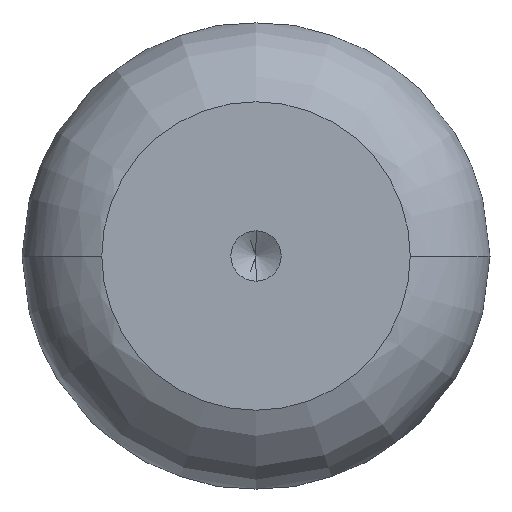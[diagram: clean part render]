
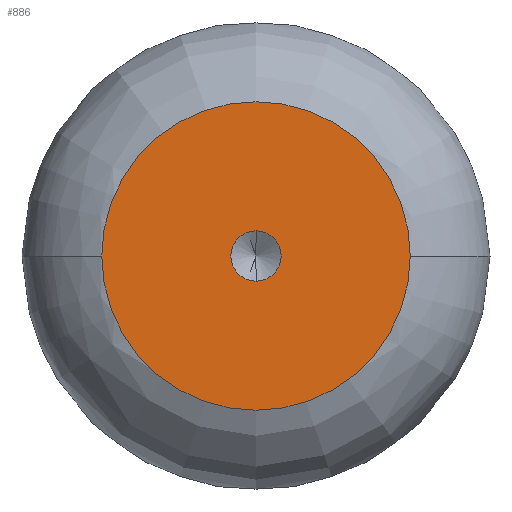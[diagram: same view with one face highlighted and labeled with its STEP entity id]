
A CAD part, front view. The second image highlights one B-rep face of the part: STEP entity #886.
In plain terms, the highlighted planar face has unit normal (0, -1, 0).
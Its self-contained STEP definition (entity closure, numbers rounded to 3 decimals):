
#8 = CIRCLE ( 'NONE', #874, 10.114 ) ;
#58 = DIRECTION ( 'NONE',  ( 0., 0., -1. ) ) ;
#138 = EDGE_CURVE ( 'NONE', #160, #392, #167, .T. ) ;
#160 = VERTEX_POINT ( 'NONE', #242 ) ;
#162 = CIRCLE ( 'NONE', #990, 1.65 ) ;
#166 = CARTESIAN_POINT ( 'NONE',  ( 0., 0., 0. ) ) ;
#167 = CIRCLE ( 'NONE', #1135, 10.114 ) ;
#217 = DIRECTION ( 'NONE',  ( 0., 1., 0. ) ) ;
#238 = DIRECTION ( 'NONE',  ( -1., 0., 0. ) ) ;
#242 = CARTESIAN_POINT ( 'NONE',  ( -10.114, 0., 0. ) ) ;
#251 = EDGE_LOOP ( 'NONE', ( #437, #983 ) ) ;
#260 = DIRECTION ( 'NONE',  ( -1., 0., 0. ) ) ;
#265 = CARTESIAN_POINT ( 'NONE',  ( 0., 0., 1.65 ) ) ;
#271 = DIRECTION ( 'NONE',  ( -1., 0., 0. ) ) ;
#320 = DIRECTION ( 'NONE',  ( 0., -1., 0. ) ) ;
#349 = DIRECTION ( 'NONE',  ( 0., -1., 0. ) ) ;
#353 = VERTEX_POINT ( 'NONE', #1075 ) ;
#368 = PLANE ( 'NONE',  #439 ) ;
#392 = VERTEX_POINT ( 'NONE', #557 ) ;
#416 = CARTESIAN_POINT ( 'NONE',  ( 0., 0., 0. ) ) ;
#437 = ORIENTED_EDGE ( 'NONE', *, *, #472, .F. ) ;
#439 = AXIS2_PLACEMENT_3D ( 'NONE', #959, #1228, #271 ) ;
#453 = CARTESIAN_POINT ( 'NONE',  ( 0., 0., 0. ) ) ;
#472 = EDGE_CURVE ( 'NONE', #353, #1121, #918, .T. ) ;
#557 = CARTESIAN_POINT ( 'NONE',  ( 10.114, 0., 0. ) ) ;
#575 = FACE_BOUND ( 'NONE', #251, .T. ) ;
#642 = AXIS2_PLACEMENT_3D ( 'NONE', #416, #320, #883 ) ;
#684 = ORIENTED_EDGE ( 'NONE', *, *, #138, .F. ) ;
#723 = EDGE_CURVE ( 'NONE', #1121, #353, #162, .T. ) ;
#732 = CARTESIAN_POINT ( 'NONE',  ( 0., 0., 0. ) ) ;
#734 = EDGE_CURVE ( 'NONE', #392, #160, #8, .T. ) ;
#874 = AXIS2_PLACEMENT_3D ( 'NONE', #732, #1106, #238 ) ;
#883 = DIRECTION ( 'NONE',  ( 0., 0., -1. ) ) ;
#886 = ADVANCED_FACE ( 'NONE', ( #575, #952 ), #368, .F. ) ;
#918 = CIRCLE ( 'NONE', #642, 1.65 ) ;
#952 = FACE_OUTER_BOUND ( 'NONE', #1015, .T. ) ;
#959 = CARTESIAN_POINT ( 'NONE',  ( 0., 0., 0. ) ) ;
#983 = ORIENTED_EDGE ( 'NONE', *, *, #723, .F. ) ;
#990 = AXIS2_PLACEMENT_3D ( 'NONE', #166, #349, #58 ) ;
#1015 = EDGE_LOOP ( 'NONE', ( #684, #1024 ) ) ;
#1024 = ORIENTED_EDGE ( 'NONE', *, *, #734, .F. ) ;
#1075 = CARTESIAN_POINT ( 'NONE',  ( 0., 0., -1.65 ) ) ;
#1106 = DIRECTION ( 'NONE',  ( 0., 1., 0. ) ) ;
#1121 = VERTEX_POINT ( 'NONE', #265 ) ;
#1135 = AXIS2_PLACEMENT_3D ( 'NONE', #453, #217, #260 ) ;
#1228 = DIRECTION ( 'NONE',  ( 0., 1., 0. ) ) ;
